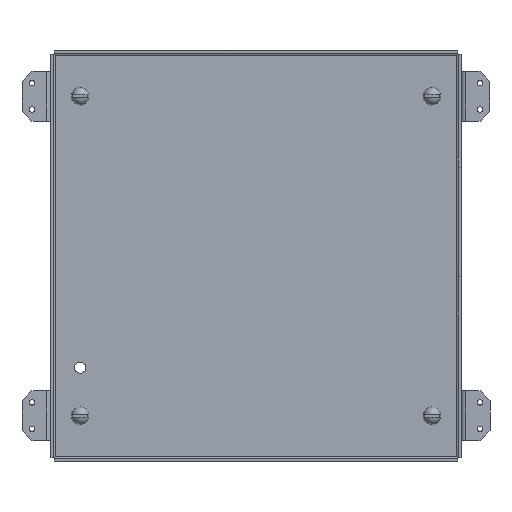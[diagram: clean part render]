
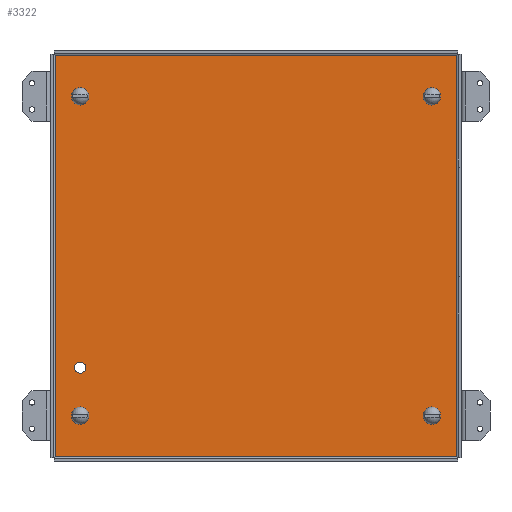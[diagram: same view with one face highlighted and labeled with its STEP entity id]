
A CAD part, top view. The second image highlights one B-rep face of the part: STEP entity #3322.
In plain terms, the highlighted planar face has unit normal (0, 0, 1).
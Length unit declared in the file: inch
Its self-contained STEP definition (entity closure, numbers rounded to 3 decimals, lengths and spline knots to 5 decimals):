
#132 = VERTEX_POINT ( 'NONE', #13629 ) ;
#197 = EDGE_CURVE ( 'NONE', #2489, #2489, #2745, .T. ) ;
#380 = EDGE_CURVE ( 'NONE', #18153, #17432, #17794, .T. ) ;
#758 = CARTESIAN_POINT ( 'NONE',  ( -4.40625, -4., -0.28532 ) ) ;
#812 = ORIENTED_EDGE ( 'NONE', *, *, #12592, .T. ) ;
#880 = AXIS2_PLACEMENT_3D ( 'NONE', #1330, #7432, #11961 ) ;
#917 = DIRECTION ( 'NONE',  ( 0., -1., 0. ) ) ;
#1234 = AXIS2_PLACEMENT_3D ( 'NONE', #17482, #10778, #4485 ) ;
#1330 = CARTESIAN_POINT ( 'NONE',  ( 4.40625, -4., -0.28532 ) ) ;
#1398 = EDGE_CURVE ( 'NONE', #12685, #18153, #15585, .T. ) ;
#1499 = VERTEX_POINT ( 'NONE', #4653 ) ;
#1987 = CARTESIAN_POINT ( 'NONE',  ( -4.60925, 4., -0.28532 ) ) ;
#2037 = EDGE_CURVE ( 'NONE', #1499, #1499, #5630, .T. ) ;
#2375 = FACE_BOUND ( 'NONE', #5682, .T. ) ;
#2489 = VERTEX_POINT ( 'NONE', #14506 ) ;
#2745 = CIRCLE ( 'NONE', #13117, 0.203 ) ;
#2834 = DIRECTION ( 'NONE',  ( -1., 0., 0. ) ) ;
#3187 = CARTESIAN_POINT ( 'NONE',  ( 4.20325, 4., -0.28532 ) ) ;
#3322 = ADVANCED_FACE ( 'NONE', ( #19116, #8475, #2375, #5243, #3866, #4051 ), #8583, .T. ) ;
#3602 = EDGE_CURVE ( 'NONE', #13527, #13527, #13529, .T. ) ;
#3731 = CIRCLE ( 'NONE', #18821, 0.203 ) ;
#3866 = FACE_BOUND ( 'NONE', #4534, .T. ) ;
#4051 = FACE_BOUND ( 'NONE', #17134, .T. ) ;
#4252 = ORIENTED_EDGE ( 'NONE', *, *, #380, .T. ) ;
#4307 = VECTOR ( 'NONE', #13903, 39.37008 ) ;
#4332 = EDGE_CURVE ( 'NONE', #132, #132, #12840, .T. ) ;
#4485 = DIRECTION ( 'NONE',  ( -1., 0., 0. ) ) ;
#4534 = EDGE_LOOP ( 'NONE', ( #6740 ) ) ;
#4653 = CARTESIAN_POINT ( 'NONE',  ( -4.54675, -2.7967, -0.28532 ) ) ;
#4741 = CARTESIAN_POINT ( 'NONE',  ( -5.03538, -5.03538, -0.28532 ) ) ;
#5040 = AXIS2_PLACEMENT_3D ( 'NONE', #11295, #17317, #18224 ) ;
#5114 = DIRECTION ( 'NONE',  ( -1., 0., 0. ) ) ;
#5243 = FACE_BOUND ( 'NONE', #10755, .T. ) ;
#5330 = VERTEX_POINT ( 'NONE', #1987 ) ;
#5338 = DIRECTION ( 'NONE',  ( 1., 0., 0. ) ) ;
#5439 = CARTESIAN_POINT ( 'NONE',  ( 0., 0., -0.28532 ) ) ;
#5630 = CIRCLE ( 'NONE', #1234, 0.1405 ) ;
#5665 = VECTOR ( 'NONE', #917, 39.37008 ) ;
#5682 = EDGE_LOOP ( 'NONE', ( #812 ) ) ;
#6386 = DIRECTION ( 'NONE',  ( 0., 0., -1. ) ) ;
#6740 = ORIENTED_EDGE ( 'NONE', *, *, #3602, .T. ) ;
#7432 = DIRECTION ( 'NONE',  ( 0., 0., -1. ) ) ;
#7872 = LINE ( 'NONE', #15365, #11476 ) ;
#8475 = FACE_BOUND ( 'NONE', #16494, .T. ) ;
#8481 = AXIS2_PLACEMENT_3D ( 'NONE', #5439, #17361, #5338 ) ;
#8583 = PLANE ( 'NONE',  #8481 ) ;
#8936 = VERTEX_POINT ( 'NONE', #4741 ) ;
#8955 = ORIENTED_EDGE ( 'NONE', *, *, #1398, .T. ) ;
#8956 = ORIENTED_EDGE ( 'NONE', *, *, #10102, .T. ) ;
#9078 = VECTOR ( 'NONE', #2834, 39.37008 ) ;
#9182 = CARTESIAN_POINT ( 'NONE',  ( 5.03538, 0., -0.28532 ) ) ;
#9934 = ORIENTED_EDGE ( 'NONE', *, *, #197, .T. ) ;
#10102 = EDGE_CURVE ( 'NONE', #8936, #12685, #7872, .T. ) ;
#10755 = EDGE_LOOP ( 'NONE', ( #17502 ) ) ;
#10778 = DIRECTION ( 'NONE',  ( 0., 0., -1. ) ) ;
#11295 = CARTESIAN_POINT ( 'NONE',  ( 4.40625, 4., -0.28532 ) ) ;
#11366 = LINE ( 'NONE', #14516, #5665 ) ;
#11476 = VECTOR ( 'NONE', #14074, 39.37008 ) ;
#11961 = DIRECTION ( 'NONE',  ( -1., 0., 0. ) ) ;
#12592 = EDGE_CURVE ( 'NONE', #5330, #5330, #3731, .T. ) ;
#12685 = VERTEX_POINT ( 'NONE', #17738 ) ;
#12840 = CIRCLE ( 'NONE', #880, 0.203 ) ;
#13035 = CARTESIAN_POINT ( 'NONE',  ( 5.03538, 5.03538, -0.28532 ) ) ;
#13117 = AXIS2_PLACEMENT_3D ( 'NONE', #758, #6386, #5114 ) ;
#13318 = DIRECTION ( 'NONE',  ( -1., 0., 0. ) ) ;
#13527 = VERTEX_POINT ( 'NONE', #3187 ) ;
#13529 = CIRCLE ( 'NONE', #5040, 0.203 ) ;
#13629 = CARTESIAN_POINT ( 'NONE',  ( 4.20325, -4., -0.28532 ) ) ;
#13903 = DIRECTION ( 'NONE',  ( 0., 1., 0. ) ) ;
#14074 = DIRECTION ( 'NONE',  ( 1., 0., 0. ) ) ;
#14171 = CARTESIAN_POINT ( 'NONE',  ( -5.03538, 5.03538, -0.28532 ) ) ;
#14289 = ORIENTED_EDGE ( 'NONE', *, *, #4332, .T. ) ;
#14306 = EDGE_CURVE ( 'NONE', #17432, #8936, #11366, .T. ) ;
#14453 = ORIENTED_EDGE ( 'NONE', *, *, #14306, .T. ) ;
#14506 = CARTESIAN_POINT ( 'NONE',  ( -4.60925, -4., -0.28532 ) ) ;
#14516 = CARTESIAN_POINT ( 'NONE',  ( -5.03538, 0., -0.28532 ) ) ;
#14683 = CARTESIAN_POINT ( 'NONE',  ( -4.40625, 4., -0.28532 ) ) ;
#15365 = CARTESIAN_POINT ( 'NONE',  ( 0., -5.03538, -0.28532 ) ) ;
#15585 = LINE ( 'NONE', #9182, #4307 ) ;
#16330 = CARTESIAN_POINT ( 'NONE',  ( 0., 5.03538, -0.28532 ) ) ;
#16494 = EDGE_LOOP ( 'NONE', ( #9934 ) ) ;
#17134 = EDGE_LOOP ( 'NONE', ( #14289 ) ) ;
#17317 = DIRECTION ( 'NONE',  ( 0., 0., -1. ) ) ;
#17361 = DIRECTION ( 'NONE',  ( 0., 0., 1. ) ) ;
#17432 = VERTEX_POINT ( 'NONE', #14171 ) ;
#17482 = CARTESIAN_POINT ( 'NONE',  ( -4.40625, -2.7967, -0.28532 ) ) ;
#17502 = ORIENTED_EDGE ( 'NONE', *, *, #2037, .T. ) ;
#17540 = DIRECTION ( 'NONE',  ( 0., 0., -1. ) ) ;
#17666 = EDGE_LOOP ( 'NONE', ( #8956, #8955, #4252, #14453 ) ) ;
#17738 = CARTESIAN_POINT ( 'NONE',  ( 5.03538, -5.03538, -0.28532 ) ) ;
#17794 = LINE ( 'NONE', #16330, #9078 ) ;
#18153 = VERTEX_POINT ( 'NONE', #13035 ) ;
#18224 = DIRECTION ( 'NONE',  ( -1., 0., 0. ) ) ;
#18821 = AXIS2_PLACEMENT_3D ( 'NONE', #14683, #17540, #13318 ) ;
#19116 = FACE_OUTER_BOUND ( 'NONE', #17666, .T. ) ;
